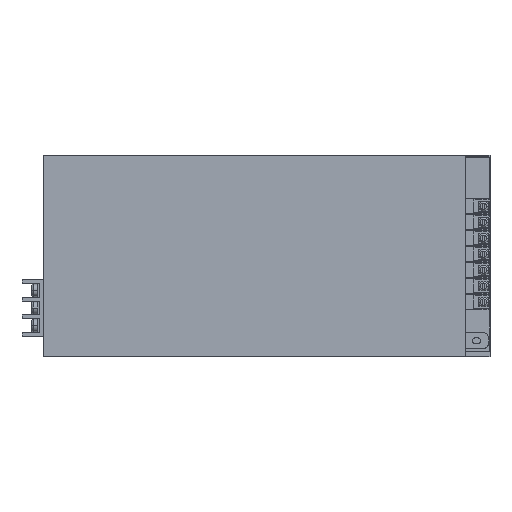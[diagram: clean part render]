
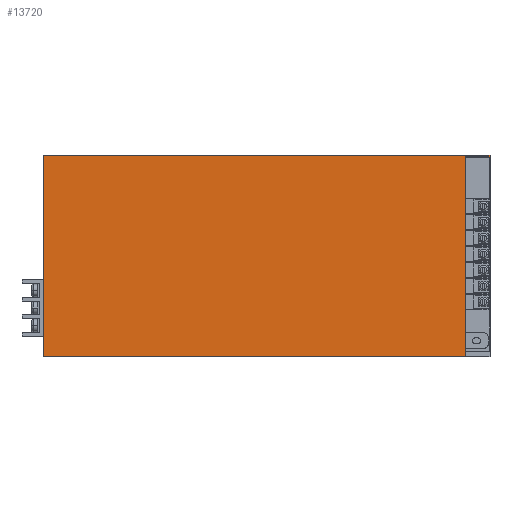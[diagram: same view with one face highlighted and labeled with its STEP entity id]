
A CAD part, top view. The second image highlights one B-rep face of the part: STEP entity #13720.
In plain terms, the highlighted planar face has unit normal (0, 0, 1).
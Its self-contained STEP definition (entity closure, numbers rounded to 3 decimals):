
#97 = FACE_OUTER_BOUND ( 'NONE', #18432, .T. ) ;
#200 = DIRECTION ( 'NONE',  ( 0., 0., 1. ) ) ;
#1933 = DIRECTION ( 'NONE',  ( 1., 0., 0. ) ) ;
#2019 = DIRECTION ( 'NONE',  ( 0., 1., 0. ) ) ;
#2194 = CARTESIAN_POINT ( 'NONE',  ( 159.146, 94.333, 0.75 ) ) ;
#2256 = EDGE_CURVE ( 'NONE', #16804, #6973, #6102, .T. ) ;
#3109 = EDGE_CURVE ( 'NONE', #3709, #15442, #12416, .T. ) ;
#3141 = ORIENTED_EDGE ( 'NONE', *, *, #2256, .T. ) ;
#3709 = VERTEX_POINT ( 'NONE', #17712 ) ;
#4423 = CARTESIAN_POINT ( 'NONE',  ( 0., 0., 0.75 ) ) ;
#4487 = VECTOR ( 'NONE', #1933, 1000. ) ;
#5096 = LINE ( 'NONE', #15292, #6715 ) ;
#5184 = DIRECTION ( 'NONE',  ( 1., 0., 0. ) ) ;
#5208 = DIRECTION ( 'NONE',  ( 0., 1., 0. ) ) ;
#6102 = LINE ( 'NONE', #13719, #18146 ) ;
#6345 = LINE ( 'NONE', #13488, #4487 ) ;
#6540 = CARTESIAN_POINT ( 'NONE',  ( -120.704, 94.333, 0.75 ) ) ;
#6672 = AXIS2_PLACEMENT_3D ( 'NONE', #4423, #200, #10336 ) ;
#6676 = VECTOR ( 'NONE', #5208, 1000. ) ;
#6715 = VECTOR ( 'NONE', #2019, 1000. ) ;
#6747 = LINE ( 'NONE', #12551, #17174 ) ;
#6973 = VERTEX_POINT ( 'NONE', #2194 ) ;
#7583 = EDGE_CURVE ( 'NONE', #14484, #16804, #6345, .T. ) ;
#7786 = CARTESIAN_POINT ( 'NONE',  ( 143.646, 93.333, 0.75 ) ) ;
#8011 = CARTESIAN_POINT ( 'NONE',  ( 143.646, -31.667, 0.75 ) ) ;
#8938 = ORIENTED_EDGE ( 'NONE', *, *, #3109, .T. ) ;
#10336 = DIRECTION ( 'NONE',  ( 1., 0., 0. ) ) ;
#10492 = VECTOR ( 'NONE', #5184, 1000. ) ;
#10510 = ORIENTED_EDGE ( 'NONE', *, *, #15054, .F. ) ;
#11179 = ORIENTED_EDGE ( 'NONE', *, *, #7583, .T. ) ;
#11408 = EDGE_CURVE ( 'NONE', #6973, #14776, #6747, .T. ) ;
#11848 = PLANE ( 'NONE',  #6672 ) ;
#12275 = DIRECTION ( 'NONE',  ( 0., 1., 0. ) ) ;
#12351 = LINE ( 'NONE', #15410, #6676 ) ;
#12416 = LINE ( 'NONE', #18241, #10492 ) ;
#12551 = CARTESIAN_POINT ( 'NONE',  ( -120.704, 94.333, 0.75 ) ) ;
#13488 = CARTESIAN_POINT ( 'NONE',  ( 0., 93.333, 0.75 ) ) ;
#13719 = CARTESIAN_POINT ( 'NONE',  ( 159.146, 0., 0.75 ) ) ;
#13720 = ADVANCED_FACE ( 'NONE', ( #97 ), #11848, .T. ) ;
#14093 = DIRECTION ( 'NONE',  ( -1., 0., 0. ) ) ;
#14484 = VERTEX_POINT ( 'NONE', #7786 ) ;
#14776 = VERTEX_POINT ( 'NONE', #6540 ) ;
#15054 = EDGE_CURVE ( 'NONE', #3709, #14776, #5096, .T. ) ;
#15292 = CARTESIAN_POINT ( 'NONE',  ( -120.704, 0., 0.75 ) ) ;
#15410 = CARTESIAN_POINT ( 'NONE',  ( 143.646, 0., 0.75 ) ) ;
#15442 = VERTEX_POINT ( 'NONE', #8011 ) ;
#15505 = ORIENTED_EDGE ( 'NONE', *, *, #11408, .T. ) ;
#16804 = VERTEX_POINT ( 'NONE', #17334 ) ;
#16838 = ORIENTED_EDGE ( 'NONE', *, *, #17016, .T. ) ;
#17016 = EDGE_CURVE ( 'NONE', #15442, #14484, #12351, .T. ) ;
#17174 = VECTOR ( 'NONE', #14093, 1000. ) ;
#17334 = CARTESIAN_POINT ( 'NONE',  ( 159.146, 93.333, 0.75 ) ) ;
#17712 = CARTESIAN_POINT ( 'NONE',  ( -120.704, -31.667, 0.75 ) ) ;
#18146 = VECTOR ( 'NONE', #12275, 1000. ) ;
#18241 = CARTESIAN_POINT ( 'NONE',  ( -118.854, -31.667, 0.75 ) ) ;
#18432 = EDGE_LOOP ( 'NONE', ( #10510, #8938, #16838, #11179, #3141, #15505 ) ) ;
